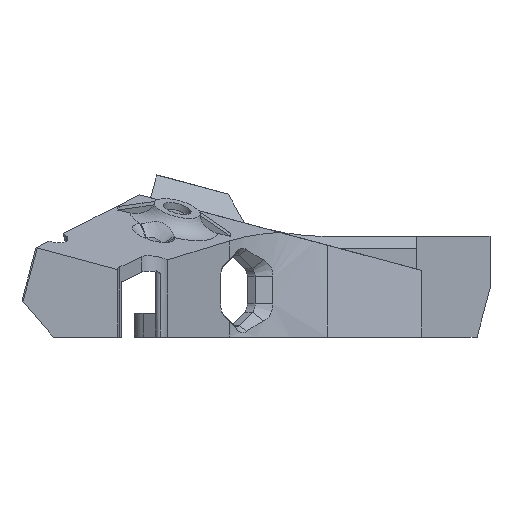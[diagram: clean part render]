
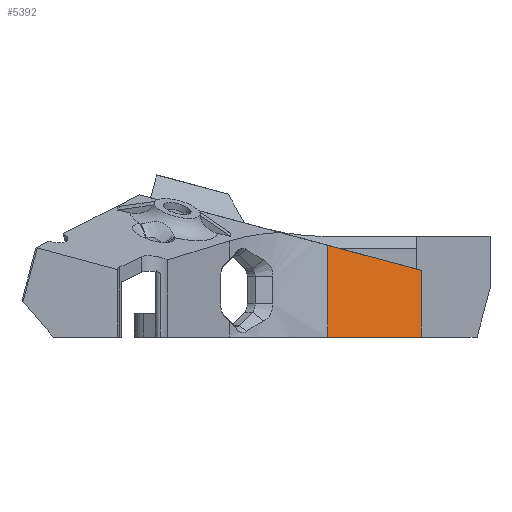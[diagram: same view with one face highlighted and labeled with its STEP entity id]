
A CAD part, left-side view. The second image highlights one B-rep face of the part: STEP entity #5392.
In plain terms, the highlighted planar face has unit normal (-0.87, -0.493, 0).
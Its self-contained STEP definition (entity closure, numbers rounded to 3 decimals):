
#280=PLANE('',#5801);
#518=FACE_OUTER_BOUND('',#816,.T.);
#816=EDGE_LOOP('',(#4413,#4414,#4415,#4416));
#1261=LINE('',#8738,#1829);
#1290=LINE('',#8846,#1858);
#1293=LINE('',#8887,#1861);
#1294=LINE('',#8888,#1862);
#1829=VECTOR('',#6784,10.);
#1858=VECTOR('',#6857,10.);
#1861=VECTOR('',#6868,10.);
#1862=VECTOR('',#6869,10.);
#2515=VERTEX_POINT('',#8735);
#2516=VERTEX_POINT('',#8737);
#2548=VERTEX_POINT('',#8844);
#2556=VERTEX_POINT('',#8886);
#3180=EDGE_CURVE('',#2515,#2516,#1261,.T.);
#3223=EDGE_CURVE('',#2548,#2515,#1290,.T.);
#3232=EDGE_CURVE('',#2548,#2556,#1293,.T.);
#3233=EDGE_CURVE('',#2556,#2516,#1294,.T.);
#4413=ORIENTED_EDGE('',*,*,#3223,.F.);
#4414=ORIENTED_EDGE('',*,*,#3232,.T.);
#4415=ORIENTED_EDGE('',*,*,#3233,.T.);
#4416=ORIENTED_EDGE('',*,*,#3180,.F.);
#5392=ADVANCED_FACE('',(#518),#280,.F.);
#5801=AXIS2_PLACEMENT_3D('',#8885,#6866,#6867);
#6784=DIRECTION('',(0.48,-0.847,-0.227));
#6857=DIRECTION('',(0.,0.,1.));
#6866=DIRECTION('center_axis',(0.87,0.493,0.));
#6867=DIRECTION('ref_axis',(-0.493,0.87,0.));
#6868=DIRECTION('',(0.493,-0.87,0.));
#6869=DIRECTION('',(0.,0.,1.));
#8735=CARTESIAN_POINT('',(-37.79,-57.728,25.943));
#8737=CARTESIAN_POINT('',(-26.602,-77.48,20.65));
#8738=CARTESIAN_POINT('',(-45.672,-43.814,29.671));
#8844=CARTESIAN_POINT('',(-37.79,-57.728,6.624));
#8846=CARTESIAN_POINT('',(-37.79,-57.728,13.));
#8885=CARTESIAN_POINT('Origin',(-18.44,-91.888,13.));
#8886=CARTESIAN_POINT('',(-26.602,-77.48,6.624));
#8887=CARTESIAN_POINT('',(-27.072,-76.65,6.624));
#8888=CARTESIAN_POINT('',(-26.602,-77.48,9.812));
